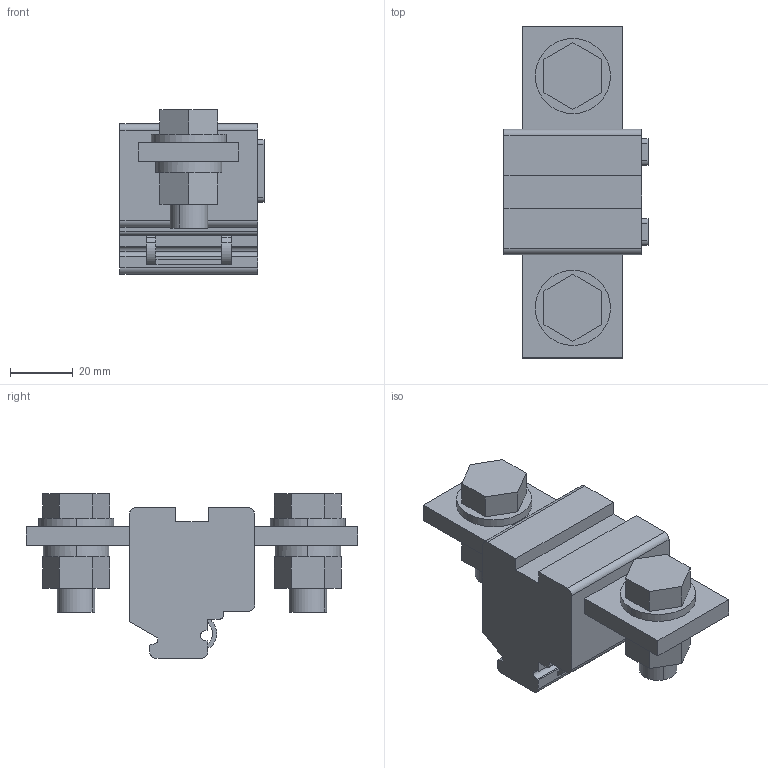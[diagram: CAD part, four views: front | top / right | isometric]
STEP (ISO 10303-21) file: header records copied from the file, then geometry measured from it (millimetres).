
FILE_DESCRIPTION(('Open CASCADE Model'),'2;1');
FILE_NAME ('001121-4_0', '2026-01-14T10:57:03', ('Author'), ('Weidmueller'), 'Open CASCADE STEP processor 7.8', 'Open CASCADE 7.8', 'none');
FILE_SCHEMA(('AUTOMOTIVE_DESIGN { 1 0 10303 214 1 1 1 1 }'));
Length unit declared in the file: millimetre
Products named in the file (1): 0170620000
Bounding box: 46 x 106 x 52.49 mm (x, y, z)
Volume: 99809.5 mm3; surface area: 20366.3 mm2
Topology: 1 solids, 1 shells, 146 faces, 381 edges, 246 vertices
Faces by surface type: plane 102, cylinder 44
Entity records: 5800 total; most frequent: DIRECTION 787, CARTESIAN_POINT 774, ORIENTED_EDGE 762, EDGE_CURVE 381, LINE 269, VECTOR 269, AXIS2_PLACEMENT_3D 259, VERTEX_POINT 246
